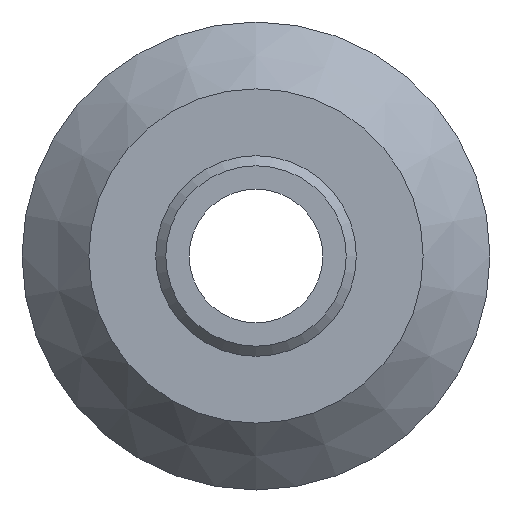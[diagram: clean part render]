
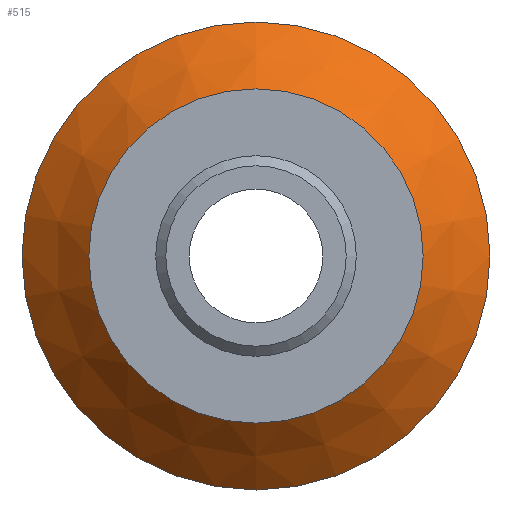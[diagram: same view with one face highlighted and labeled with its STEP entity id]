
A CAD part, front view. The second image highlights one B-rep face of the part: STEP entity #515.
In plain terms, the highlighted conical face has half-angle 45 degrees and reference radius 5 mm.
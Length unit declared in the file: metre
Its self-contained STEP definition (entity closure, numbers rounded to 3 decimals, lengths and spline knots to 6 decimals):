
#515 = ADVANCED_FACE( 'NONE', ( #1077, #1078 ), #1079, .T. );
#1077 = FACE_OUTER_BOUND( '', #3685, .T. );
#1078 = FACE_BOUND( '', #3686, .T. );
#1079 = CONICAL_SURFACE( '', #3687, 0.005, 0.785 );
#3685 = EDGE_LOOP( '', ( #5092 ) );
#3686 = EDGE_LOOP( '', ( #5093 ) );
#3687 = AXIS2_PLACEMENT_3D( '', #5094, #5095, #5096 );
#5092 = ORIENTED_EDGE( '', *, *, #5822, .T. );
#5093 = ORIENTED_EDGE( '', *, *, #5404, .F. );
#5094 = CARTESIAN_POINT( '', ( 0., 0.018, 0. ) );
#5095 = DIRECTION( '', ( 0., 1., 0. ) );
#5096 = DIRECTION( '', ( 0., 0., 1. ) );
#5404 = EDGE_CURVE( 'NONE', #6142, #6142, #6143, .T. );
#5822 = EDGE_CURVE( 'NONE', #6729, #6729, #6730, .T. );
#6142 = VERTEX_POINT( '', #7803 );
#6143 = CIRCLE( '', #7804, 0.005 );
#6729 = VERTEX_POINT( '', #9989 );
#6730 = CIRCLE( '', #9990, 0.007 );
#7803 = CARTESIAN_POINT( '', ( 0., 0.018, -0.005 ) );
#7804 = AXIS2_PLACEMENT_3D( '', #10105, #10106, #10107 );
#9989 = CARTESIAN_POINT( '', ( 0., 0.02, -0.007 ) );
#9990 = AXIS2_PLACEMENT_3D( '', #10343, #10344, #10345 );
#10105 = CARTESIAN_POINT( '', ( 0., 0.018, 0. ) );
#10106 = DIRECTION( '', ( 0., -1., 0. ) );
#10107 = DIRECTION( '', ( 0., 0., -1. ) );
#10343 = CARTESIAN_POINT( '', ( 0., 0.02, 0. ) );
#10344 = DIRECTION( '', ( 0., -1., 0. ) );
#10345 = DIRECTION( '', ( 0., 0., -1. ) );
